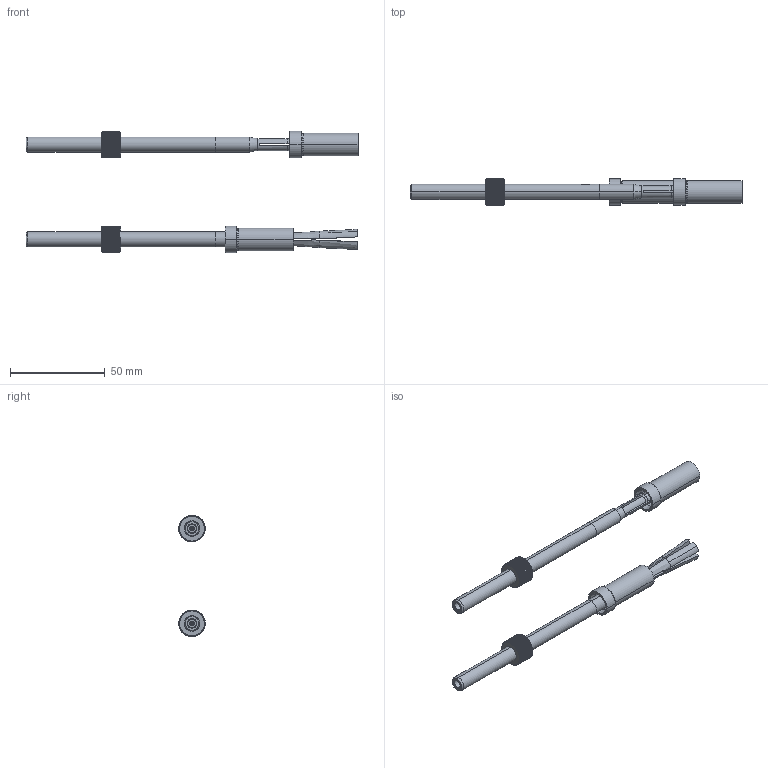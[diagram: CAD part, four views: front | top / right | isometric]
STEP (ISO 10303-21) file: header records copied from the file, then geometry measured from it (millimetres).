
FILE_DESCRIPTION (( 'STEP AP214' ), '1' );
FILE_NAME ('EE082175-WEB.STEP', '2019-07-15T14:29:25', ( '' ), ( '' ), 'SwSTEP 2.0', 'SolidWorks 2018', '' );
FILE_SCHEMA (( 'AUTOMOTIVE_DESIGN' ));
Length unit declared in the file: millimetre
Products named in the file (12): 9EE082175_Sub-conjt. Abierto; 9EP080100; 3JT7.5X1.5X10.5; 9TP081014; 8EE082075_Cerrada; 8EE082075_Abierta ; EE082175-WEB; EE082175_Abierto; EE082175_Cerrado; 9EE082175_Sub-conjt. Cerrado; 8TP081014; 9CP081214
Assembly tree (14 placements, depth 4):
  EE082175-WEB
    EE082175_Abierto
      9EE082175_Sub-conjt. Abierto
        8EE082075_Abierta 
        9EP080100
      9CP081214
      9TP081014
        8TP081014
        3JT7.5X1.5X10.5
    EE082175_Cerrado
      9EE082175_Sub-conjt. Cerrado
        8EE082075_Cerrada
        9EP080100
      9CP081214
      9TP081014
        8TP081014
        3JT7.5X1.5X10.5
Bounding box: 175.1 x 14 x 64 mm (x, y, z)
Volume: 18913 mm3; surface area: 23149.5 mm2
Topology: 10 solids, 10 shells, 2139 faces, 5921 edges, 3900 vertices
Faces by surface type: bspline 779, plane 731, cylinder 355, cone 216, torus 58
Entity records: 59269 total; most frequent: CARTESIAN_POINT 26714, ORIENTED_EDGE 6334, DIRECTION 3494, EDGE_CURVE 3167, VERTEX_POINT 2079, B_SPLINE_CURVE_WITH_KNOTS 1734, AXIS2_PLACEMENT_3D 1294, EDGE_LOOP 1212
